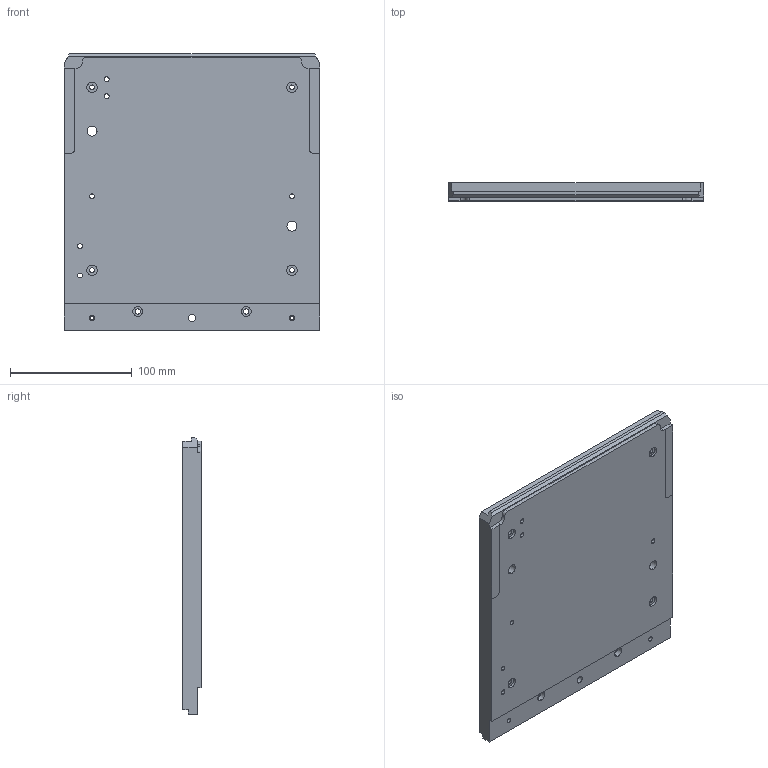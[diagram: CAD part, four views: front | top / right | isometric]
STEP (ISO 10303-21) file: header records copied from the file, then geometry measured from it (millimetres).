
FILE_DESCRIPTION (( 'STEP AP214' ), '1' );
FILE_NAME ('INGUN_112826.STEP', '2022-05-25T07:05:24', ( '' ), ( '' ), 'SwSTEP 2.0', 'SolidWorks 2018', '' );
FILE_SCHEMA (( 'AUTOMOTIVE_DESIGN' ));
Length unit declared in the file: millimetre
Products named in the file (1): INGUN_112826
Bounding box: 210 x 15 x 227.1 mm (x, y, z)
Volume: 683765.2 mm3; surface area: 110965.3 mm2
Topology: 1 solids, 1 shells, 91 faces, 243 edges, 162 vertices
Faces by surface type: cylinder 56, plane 35
Entity records: 2991 total; most frequent: DIRECTION 539, CARTESIAN_POINT 497, ORIENTED_EDGE 486, EDGE_CURVE 243, AXIS2_PLACEMENT_3D 204, VERTEX_POINT 162, EDGE_LOOP 133, LINE 131
